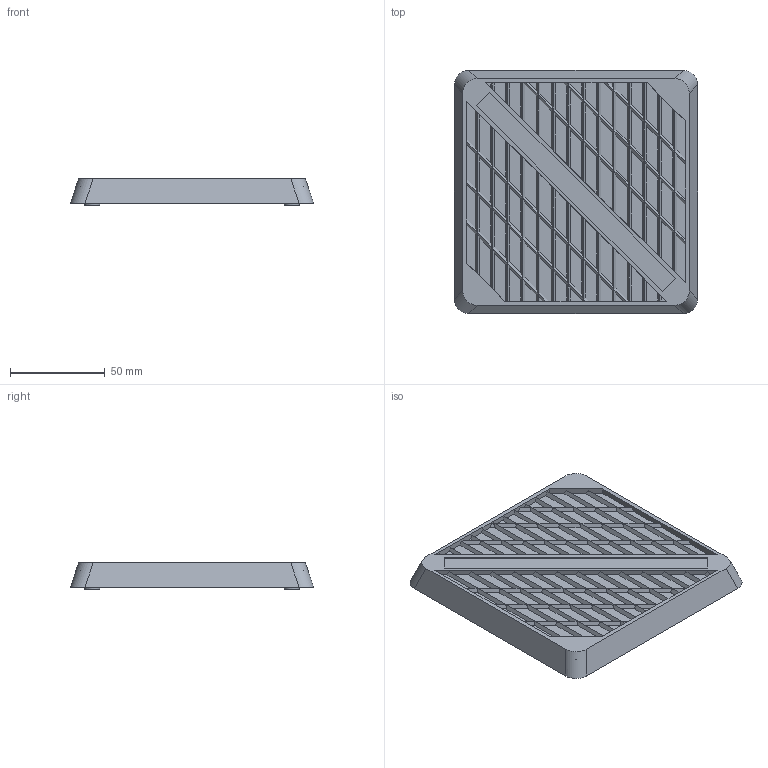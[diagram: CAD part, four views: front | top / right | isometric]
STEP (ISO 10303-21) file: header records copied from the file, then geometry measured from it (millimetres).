
FILE_DESCRIPTION(/* description */ (''),/* implementation_level */ '2;1');
FILE_NAME(/* name */ 'Air filter 120mm.step',/* time_stamp */ '2020-04-14T16:57:54+01:00',/* author */ (''),/* organization */ (''),/* preprocessor_version */ 'ST-DEVELOPER v18.1',/* originating_system */ 'Autodesk Translation Framework v9.2.0.1227',/* authorisation */ '');
FILE_SCHEMA (('AUTOMOTIVE_DESIGN { 1 0 10303 214 3 1 1 }'));
Length unit declared in the file: millimetre
Products named in the file (1): Air filter 120mm
Bounding box: 128 x 128 x 14 mm (x, y, z)
Volume: 68633.9 mm3; surface area: 88169.9 mm2
Topology: 3 solids, 3 shells, 332 faces, 1836 edges, 1224 vertices
Faces by surface type: plane 292, cylinder 36, bspline 4
Full cylindrical faces by diameter (mm): 5.5 x4, 8 x4
Entity records: 18205 total; most frequent: ORIENTED_EDGE 3672, CARTESIAN_POINT 3457, DIRECTION 2570, EDGE_CURVE 1836, LINE 1752, VECTOR 1752, VERTEX_POINT 1224, AXIS2_PLACEMENT_3D 409
